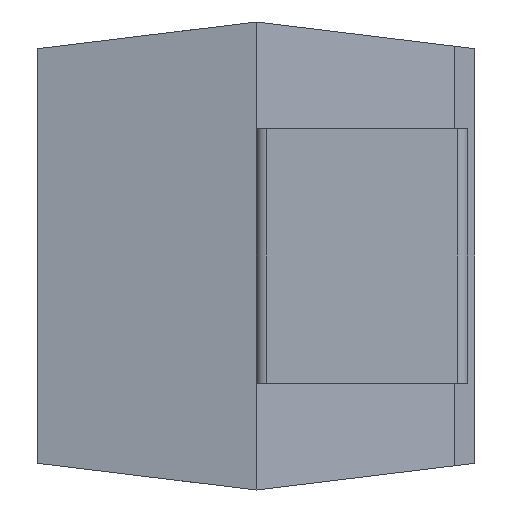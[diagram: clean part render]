
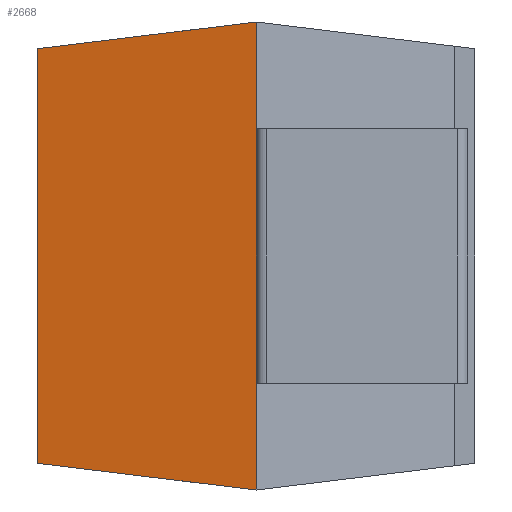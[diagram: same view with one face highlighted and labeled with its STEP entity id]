
A CAD part, left-side view. The second image highlights one B-rep face of the part: STEP entity #2668.
In plain terms, the highlighted planar face has unit normal (-0.986, 0.167, 0).
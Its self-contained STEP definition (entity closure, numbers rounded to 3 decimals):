
#68 = LINE ( 'NONE', #2063, #1569 ) ;
#114 = LINE ( 'NONE', #1538, #3419 ) ;
#148 = VECTOR ( 'NONE', #686, 1000. ) ;
#262 = EDGE_LOOP ( 'NONE', ( #3423, #2531, #1002, #1712, #2262, #780 ) ) ;
#465 = LINE ( 'NONE', #1053, #914 ) ;
#482 = PLANE ( 'NONE',  #2909 ) ;
#489 = EDGE_CURVE ( 'NONE', #2970, #3610, #1706, .T. ) ;
#529 = DIRECTION ( 'NONE',  ( -0.986, 0.167, 0. ) ) ;
#683 = VERTEX_POINT ( 'NONE', #2120 ) ;
#686 = DIRECTION ( 'NONE',  ( -0.166, -0.979, 0.12 ) ) ;
#777 = DIRECTION ( 'NONE',  ( -0.167, -0.986, 0. ) ) ;
#780 = ORIENTED_EDGE ( 'NONE', *, *, #489, .F. ) ;
#866 = DIRECTION ( 'NONE',  ( -0.166, -0.979, -0.12 ) ) ;
#868 = CARTESIAN_POINT ( 'NONE',  ( 0., 2.15, 0. ) ) ;
#905 = VERTEX_POINT ( 'NONE', #1874 ) ;
#914 = VECTOR ( 'NONE', #2244, 1000. ) ;
#995 = CARTESIAN_POINT ( 'NONE',  ( -0.258, 0.628, 0.186 ) ) ;
#1002 = ORIENTED_EDGE ( 'NONE', *, *, #3787, .T. ) ;
#1053 = CARTESIAN_POINT ( 'NONE',  ( 0., 2.15, -4.6 ) ) ;
#1381 = CARTESIAN_POINT ( 'NONE',  ( 0.364, 4.3, -4.6 ) ) ;
#1437 = CARTESIAN_POINT ( 'NONE',  ( 0., 2.15, -4.6 ) ) ;
#1438 = FACE_OUTER_BOUND ( 'NONE', #262, .T. ) ;
#1504 = EDGE_CURVE ( 'NONE', #683, #2970, #2435, .T. ) ;
#1538 = CARTESIAN_POINT ( 'NONE',  ( 0., 2.15, -4.6 ) ) ;
#1567 = DIRECTION ( 'NONE',  ( 0., 0., 1. ) ) ;
#1569 = VECTOR ( 'NONE', #866, 1000. ) ;
#1614 = CARTESIAN_POINT ( 'NONE',  ( 0.364, 4.3, -0.263 ) ) ;
#1706 = LINE ( 'NONE', #995, #148 ) ;
#1712 = ORIENTED_EDGE ( 'NONE', *, *, #3053, .T. ) ;
#1738 = VECTOR ( 'NONE', #1994, 1000. ) ;
#1874 = CARTESIAN_POINT ( 'NONE',  ( 0., 2.15, -3.55 ) ) ;
#1994 = DIRECTION ( 'NONE',  ( 0., 0., 1. ) ) ;
#2063 = CARTESIAN_POINT ( 'NONE',  ( -0.349, 0.09, -4.852 ) ) ;
#2120 = CARTESIAN_POINT ( 'NONE',  ( 0.364, 4.3, -4.337 ) ) ;
#2129 = VECTOR ( 'NONE', #1567, 1000. ) ;
#2244 = DIRECTION ( 'NONE',  ( 0., 0., 1. ) ) ;
#2262 = ORIENTED_EDGE ( 'NONE', *, *, #2294, .T. ) ;
#2294 = EDGE_CURVE ( 'NONE', #3606, #3610, #465, .T. ) ;
#2358 = CARTESIAN_POINT ( 'NONE',  ( 0., 2.15, -1.05 ) ) ;
#2435 = LINE ( 'NONE', #1381, #1738 ) ;
#2531 = ORIENTED_EDGE ( 'NONE', *, *, #2774, .T. ) ;
#2601 = CARTESIAN_POINT ( 'NONE',  ( -0.354, 0.06, -4.6 ) ) ;
#2668 = ADVANCED_FACE ( 'NONE', ( #1438 ), #482, .T. ) ;
#2774 = EDGE_CURVE ( 'NONE', #683, #3658, #68, .T. ) ;
#2909 = AXIS2_PLACEMENT_3D ( 'NONE', #2601, #529, #777 ) ;
#2970 = VERTEX_POINT ( 'NONE', #1614 ) ;
#3053 = EDGE_CURVE ( 'NONE', #905, #3606, #114, .T. ) ;
#3419 = VECTOR ( 'NONE', #3661, 1000. ) ;
#3423 = ORIENTED_EDGE ( 'NONE', *, *, #1504, .F. ) ;
#3606 = VERTEX_POINT ( 'NONE', #2358 ) ;
#3610 = VERTEX_POINT ( 'NONE', #868 ) ;
#3658 = VERTEX_POINT ( 'NONE', #1437 ) ;
#3661 = DIRECTION ( 'NONE',  ( 0., 0., 1. ) ) ;
#3725 = CARTESIAN_POINT ( 'NONE',  ( 0., 2.15, -4.6 ) ) ;
#3731 = LINE ( 'NONE', #3725, #2129 ) ;
#3787 = EDGE_CURVE ( 'NONE', #3658, #905, #3731, .T. ) ;
